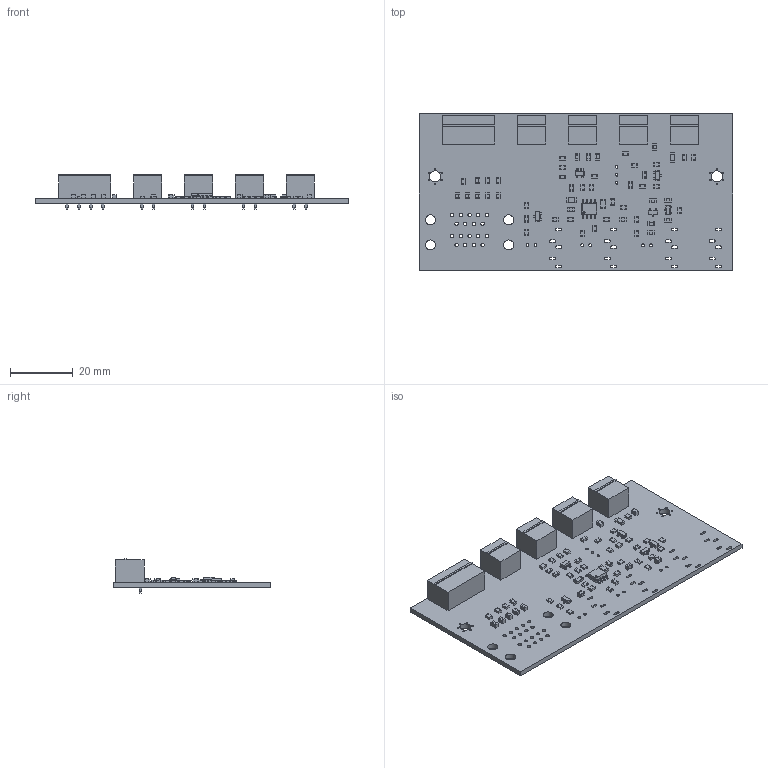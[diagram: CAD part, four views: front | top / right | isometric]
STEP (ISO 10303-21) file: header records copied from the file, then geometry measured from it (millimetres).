
FILE_DESCRIPTION(('KiCad electronic assembly'),'2;1');
FILE_NAME('interface.step','2020-11-17T22:39:26',('An Author'),( 'A Company'),'Open CASCADE STEP processor 6.9', 'KiCad to STEP converter','Unknown');
FILE_SCHEMA(('AUTOMOTIVE_DESIGN { 1 0 10303 214 1 1 1 1 }'));
Length unit declared in the file: millimetre
Products named in the file (22): Open CASCADE STEP translator 6.9 1; R_0805; SOLID; C_1206; LED_D3.0mm_Horizontal_O6.35mm_Z10.0mm; SOT-23; SOT-23-5; SOIC-8-1EP_3.9x4.9mm_P1.27mm_EP2.35x2.35mm; Potentiometer_Trimmer_Bourns_3296W; L_0805; PhoenixContact_MC-G_02x3.81mm_Angled; PhoenixContact_MC-G_04x3.81mm_Angled; C_0805; COMPOUND
Assembly tree (77 placements, depth 3):
  Open CASCADE STEP translator 6.9 1
    R_0805  x23
      SOLID
    C_1206  x3
      SOLID
    LED_D3.0mm_Horizontal_O6.35mm_Z10.0mm  x3
    SOT-23  x4
      SOLID
    SOT-23-5
      SOLID
    SOIC-8-1EP_3.9x4.9mm_P1.27mm_EP2.35x2.35mm
      SOLID
    Potentiometer_Trimmer_Bourns_3296W
    L_0805  x10
      SOLID
    PhoenixContact_MC-G_02x3.81mm_Angled  x4
      SOLID
    PhoenixContact_MC-G_04x3.81mm_Angled
      SOLID
    C_0805  x16
      SOLID
    COMPOUND
Bounding box: 100 x 50 x 10.95 mm (x, y, z)
Volume: 10320.8 mm3; surface area: 15877.5 mm2
Topology: 64 solids, 64 shells, 2619 faces, 6821 edges, 4426 vertices
Faces by surface type: plane 1708, cylinder 742, bspline 169
Full cylindrical faces by diameter (mm): 0.4 x12, 0.6 x1, 0.8 x3, 0.9 x6, 1.1 x18, 1.2 x12, 3.2 x4, 3.5 x2
Entity records: 58524 total; most frequent: CARTESIAN_POINT 10042, DIRECTION 8050, LINE 5275, VECTOR 5275, ORIENTED_EDGE 4258, PCURVE 4258, DEFINITIONAL_REPRESENTATION 4258, EDGE_CURVE 2129
